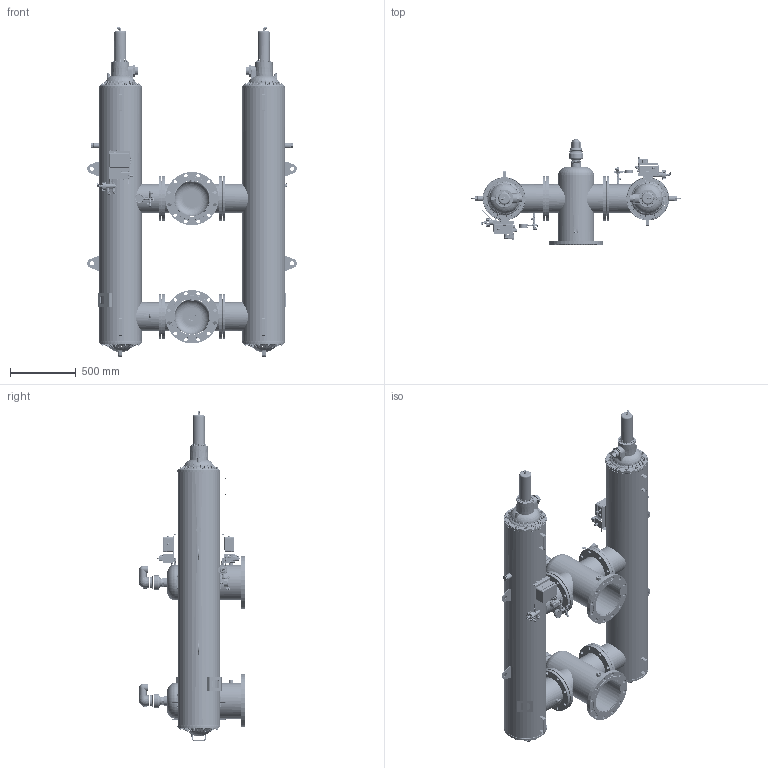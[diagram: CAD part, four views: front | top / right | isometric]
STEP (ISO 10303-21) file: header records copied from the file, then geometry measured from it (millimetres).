
FILE_DESCRIPTION (( 'STEP AP203' ), '1' );
FILE_NAME ('2x8''''Automatic SG x 10'''' ANSI Inlet - Outlet.STEP', '2023-03-09T07:23:20', ( 'localadmin' ), ( 'HP Inc.' ), 'SwSTEP 2.0', 'SolidWorks 2019', '' );
FILE_SCHEMA (( 'CONFIG_CONTROL_DESIGN' ));
Length unit declared in the file: millimetre
Products named in the file (11): 2x8''''Automatic SG x 10'''' ANSI Inlet - Outlet; 8''''x10''''x8'''' ANSI TEE Connector - 462x617mm; 10''''CLOSING PART; H 128; ANSI B 16-5 150 Ib 8''''; 2'''' SOCKET; 8''''x10''''x8'''' TEE - 462x617mm Body; 3-4'''' SOCKET BSP; ANSI B 16-5 150 Ib 10''''; BARAK PLASTIC BASE 2 GD-010(NPT)
Assembly tree (20 placements, depth 3):
  2x8''''Automatic SG x 10'''' ANSI Inlet - Outlet
    8''''x10''''x8'''' ANSI TEE Connector - 462x617mm
      8''''x10''''x8'''' TEE - 462x617mm Body
      ANSI B 16-5 150 Ib 10''''
      ANSI B 16-5 150 Ib 8''''  x2
      10''''CLOSING PART
      2'''' SOCKET
      3-4'''' SOCKET BSP
    H 128  x2
    BARAK PLASTIC BASE 2 GD-010(NPT)  x2
    8''''x10''''x8'''' ANSI TEE Connector - 462x617mm
      8''''x10''''x8'''' TEE - 462x617mm Body
      ANSI B 16-5 150 Ib 10''''
      ANSI B 16-5 150 Ib 8''''  x2
      10''''CLOSING PART
      2'''' SOCKET
      3-4'''' SOCKET BSP
Bounding box: 1595.9 x 804.4 x 2511.5 mm (x, y, z)
Volume: 14135902.3 mm3; surface area: 10947654.4 mm2
Topology: 14 solids, 530 shells, 6516 faces, 21182 edges, 14424 vertices
Faces by surface type: cylinder 2286, plane 2156, torus 902, bspline 750, cone 402, sphere 20
Entity records: 159519 total; most frequent: CARTESIAN_POINT 72137, DIRECTION 17635, ORIENTED_EDGE 16311, EDGE_CURVE 10494, VERTEX_POINT 7164, AXIS2_PLACEMENT_3D 6912, CIRCLE 4028, VECTOR 3811
